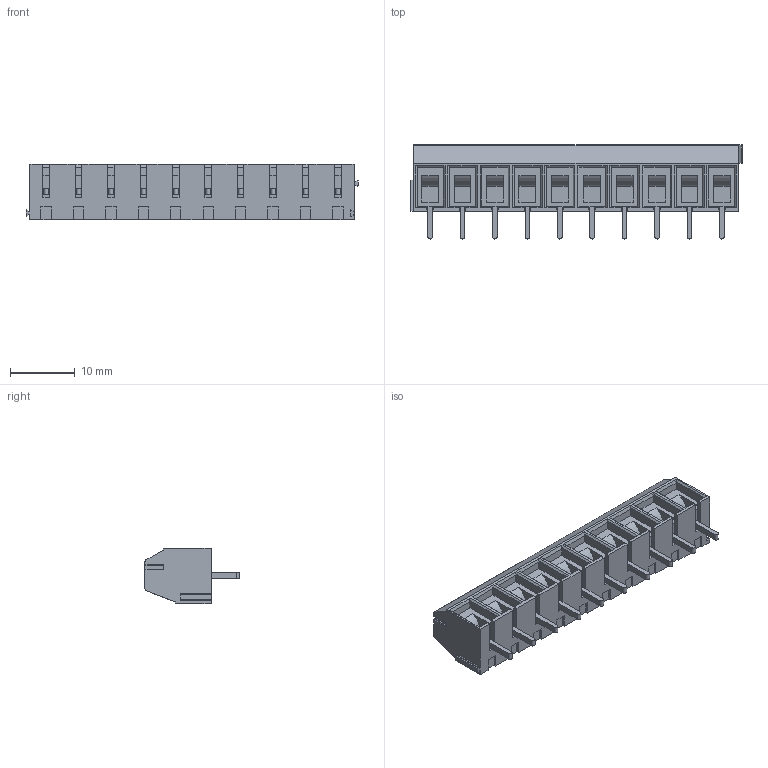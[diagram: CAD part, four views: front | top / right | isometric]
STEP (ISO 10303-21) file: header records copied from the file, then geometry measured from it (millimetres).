
FILE_DESCRIPTION(('STEP AP214'),'1');
FILE_NAME('MBE1510-5-V.stp','2020-01-21T08:36:32',(' '),(' '),'Spatial InterOp 3D',' ',' ');
FILE_SCHEMA(('automotive_design'));
Length unit declared in the file: metre
Products named in the file (1): 1
Bounding box: 51.2 x 14.5 x 8.6 mm (x, y, z)
Volume: 2931.2 mm3; surface area: 3559.2 mm2
Topology: 1 solids, 1 shells, 498 faces, 1359 edges, 906 vertices
Faces by surface type: plane 425, cylinder 62, torus 10, extrusion 1
Full cylindrical faces by diameter (mm): 3.3 x10, 3.4 x10
Entity records: 19249 total; most frequent: CARTESIAN_POINT 2712, ORIENTED_EDGE 2618, DIRECTION 2468, EDGE_CURVE 1309, VECTOR 1144, LINE 1143, VERTEX_POINT 886, AXIS2_PLACEMENT_3D 662
